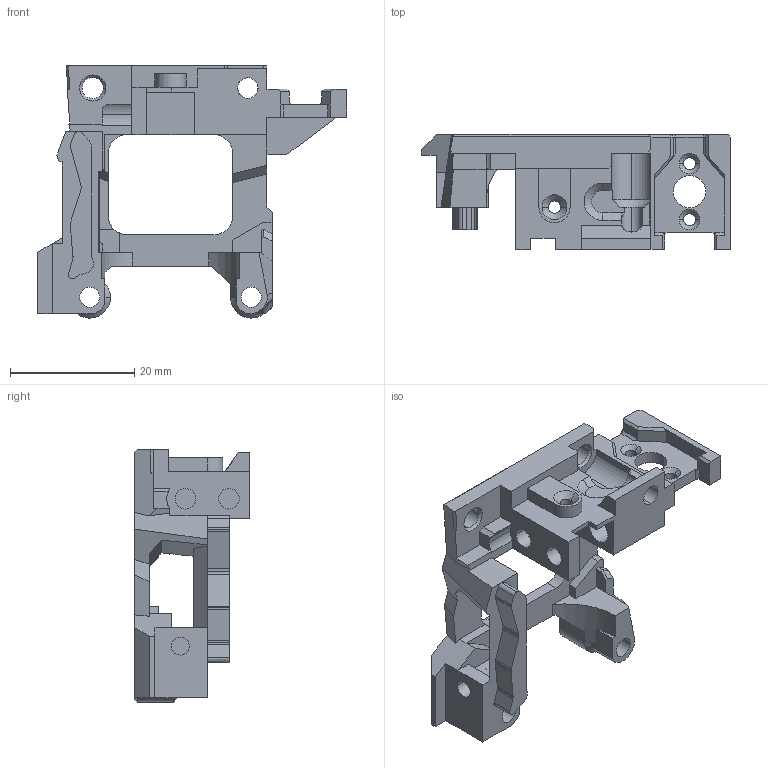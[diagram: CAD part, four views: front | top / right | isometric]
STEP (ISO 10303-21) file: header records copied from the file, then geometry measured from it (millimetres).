
FILE_DESCRIPTION (( 'STEP AP214' ), '1' );
FILE_NAME ('风道后部_竹子热端_N20.STEP', '2023-12-09T15:34:42', ( '' ), ( '' ), 'SwSTEP 2.0', 'SolidWorks 2022', '' );
FILE_SCHEMA (( 'AUTOMOTIVE_DESIGN' ));
Length unit declared in the file: millimetre
Products named in the file (1): 风道后部_竹子热端_N20
Bounding box: 49.72 x 18.48 x 40.57 mm (x, y, z)
Volume: 6551.5 mm3; surface area: 6146.4 mm2
Topology: 1 solids, 5 shells, 342 faces, 918 edges, 591 vertices
Faces by surface type: plane 212, cylinder 93, cone 35, bspline 2
Entity records: 10799 total; most frequent: CARTESIAN_POINT 2099, ORIENTED_EDGE 1836, DIRECTION 1773, EDGE_CURVE 918, LINE 645, VECTOR 645, VERTEX_POINT 591, AXIS2_PLACEMENT_3D 564
